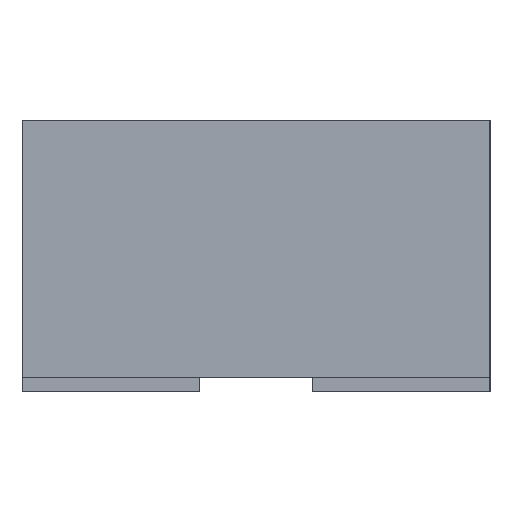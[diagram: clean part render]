
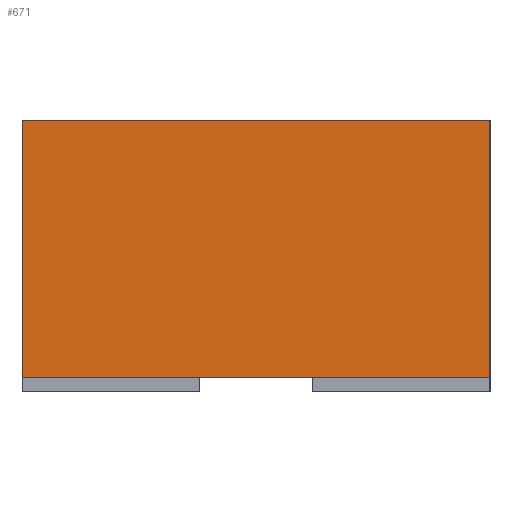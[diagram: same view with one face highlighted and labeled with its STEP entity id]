
A CAD part, left-side view. The second image highlights one B-rep face of the part: STEP entity #671.
In plain terms, the highlighted planar face has unit normal (-1, 0, 0).
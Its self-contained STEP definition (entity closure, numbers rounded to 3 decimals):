
#1 = CARTESIAN_POINT ( 'NONE',  ( -1.25, -0.5, 0.578 ) ) ;
#14 = LINE ( 'NONE', #1, #73 ) ;
#64 = CARTESIAN_POINT ( 'NONE',  ( -1.25, -0.5, 0.578 ) ) ;
#72 = VERTEX_POINT ( 'NONE', #1533 ) ;
#73 = VECTOR ( 'NONE', #126, 1000. ) ;
#80 = ORIENTED_EDGE ( 'NONE', *, *, #1012, .T. ) ;
#115 = DIRECTION ( 'NONE',  ( 0., 1., 0. ) ) ;
#126 = DIRECTION ( 'NONE',  ( 0., 0., -1. ) ) ;
#293 = LINE ( 'NONE', #640, #310 ) ;
#306 = VECTOR ( 'NONE', #1449, 1000. ) ;
#310 = VECTOR ( 'NONE', #1491, 1000. ) ;
#323 = CARTESIAN_POINT ( 'NONE',  ( -1.25, 0.5, 0.578 ) ) ;
#348 = CARTESIAN_POINT ( 'NONE',  ( -1.25, -0.5, 0.028 ) ) ;
#379 = LINE ( 'NONE', #323, #306 ) ;
#387 = DIRECTION ( 'NONE',  ( 1., 0., 0. ) ) ;
#433 = VERTEX_POINT ( 'NONE', #64 ) ;
#451 = EDGE_CURVE ( 'NONE', #433, #1194, #293, .T. ) ;
#517 = ORIENTED_EDGE ( 'NONE', *, *, #451, .T. ) ;
#604 = VERTEX_POINT ( 'NONE', #1033 ) ;
#640 = CARTESIAN_POINT ( 'NONE',  ( -1.25, 0., 0.578 ) ) ;
#659 = EDGE_LOOP ( 'NONE', ( #1145, #517, #80, #1087 ) ) ;
#664 = AXIS2_PLACEMENT_3D ( 'NONE', #1215, #387, #960 ) ;
#665 = VECTOR ( 'NONE', #115, 1000. ) ;
#671 = ADVANCED_FACE ( 'NONE', ( #1165 ), #1086, .F. ) ;
#689 = LINE ( 'NONE', #348, #665 ) ;
#960 = DIRECTION ( 'NONE',  ( 0., 0., -1. ) ) ;
#1012 = EDGE_CURVE ( 'NONE', #1194, #72, #379, .T. ) ;
#1033 = CARTESIAN_POINT ( 'NONE',  ( -1.25, -0.5, 0.028 ) ) ;
#1086 = PLANE ( 'NONE',  #664 ) ;
#1087 = ORIENTED_EDGE ( 'NONE', *, *, #1466, .F. ) ;
#1145 = ORIENTED_EDGE ( 'NONE', *, *, #1444, .F. ) ;
#1165 = FACE_OUTER_BOUND ( 'NONE', #659, .T. ) ;
#1194 = VERTEX_POINT ( 'NONE', #1359 ) ;
#1215 = CARTESIAN_POINT ( 'NONE',  ( -1.25, -0.5, 0.578 ) ) ;
#1359 = CARTESIAN_POINT ( 'NONE',  ( -1.25, 0.5, 0.578 ) ) ;
#1444 = EDGE_CURVE ( 'NONE', #433, #604, #14, .T. ) ;
#1449 = DIRECTION ( 'NONE',  ( 0., 0., -1. ) ) ;
#1466 = EDGE_CURVE ( 'NONE', #604, #72, #689, .T. ) ;
#1491 = DIRECTION ( 'NONE',  ( 0., 1., 0. ) ) ;
#1533 = CARTESIAN_POINT ( 'NONE',  ( -1.25, 0.5, 0.028 ) ) ;
